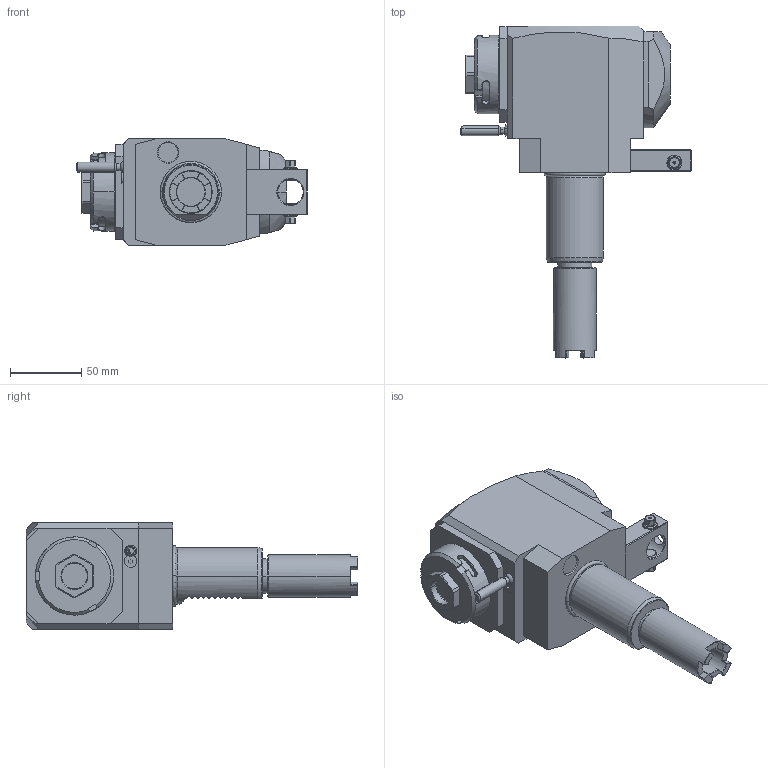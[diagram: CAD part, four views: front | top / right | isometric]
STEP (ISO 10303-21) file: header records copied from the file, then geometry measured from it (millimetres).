
FILE_DESCRIPTION((''),'2;1');
FILE_NAME('NGT1_40_255_25_1_2_69TC','2024-10-23T',('vali'),('NOVA GRUP'),'PRO/ENGINEER BY PARAMETRIC TECHNOLOGY CORPORATION, 2010280','PRO/ENGINEER BY PARAMETRIC TECHNOLOGY CORPORATION, 2010280','');
FILE_SCHEMA(('CONFIG_CONTROL_DESIGN'));
Length unit declared in the file: millimetre
Products named in the file (1): NGT1_40_255_25_1_2_69TC
Bounding box: 162.33 x 233.25 x 75 mm (x, y, z)
Volume: 940369.8 mm3; surface area: 76636.3 mm2
Topology: 1 solids, 1 shells, 387 faces, 1019 edges, 651 vertices
Faces by surface type: plane 213, cylinder 86, cone 77, bspline 6, torus 3, sphere 2
Entity records: 15121 total; most frequent: CARTESIAN_POINT 5822, ORIENTED_EDGE 2030, DIRECTION 1781, EDGE_CURVE 1015, VERTEX_POINT 651, AXIS2_PLACEMENT_3D 618, VECTOR 545, LINE 545
